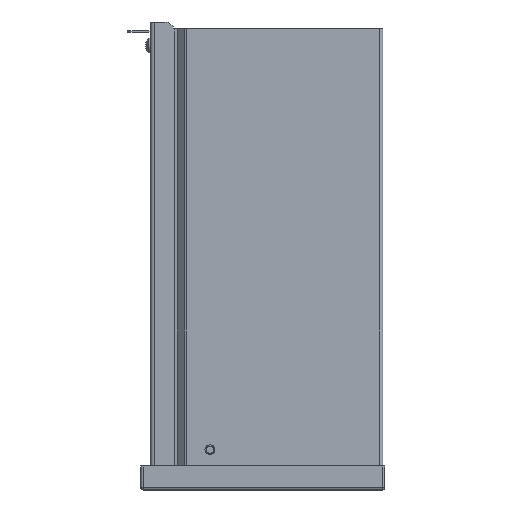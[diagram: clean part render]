
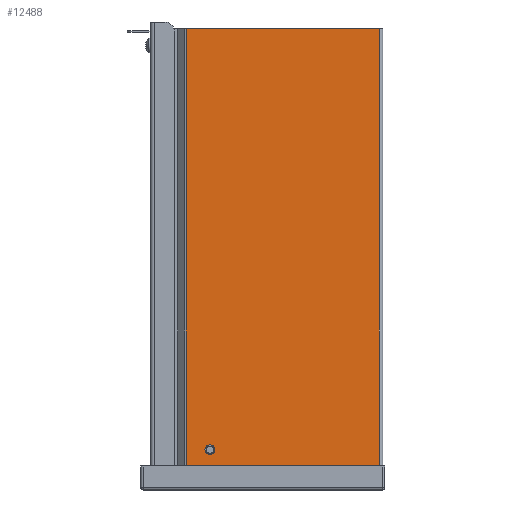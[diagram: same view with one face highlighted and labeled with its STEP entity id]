
A CAD part, left-side view. The second image highlights one B-rep face of the part: STEP entity #12488.
In plain terms, the highlighted planar face has unit normal (-1, 0, 0).
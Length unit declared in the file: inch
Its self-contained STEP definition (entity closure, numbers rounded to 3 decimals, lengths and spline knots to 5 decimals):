
#1042 = AXIS2_PLACEMENT_3D ( 'NONE', #3980, #11087, #10201 ) ;
#1336 = DIRECTION ( 'NONE',  ( 0., 1., 0. ) ) ;
#1488 = CARTESIAN_POINT ( 'NONE',  ( -5., 5.11976, -11.952 ) ) ;
#1502 = ORIENTED_EDGE ( 'NONE', *, *, #7507, .T. ) ;
#2140 = DIRECTION ( 'NONE',  ( -1., 0., 0. ) ) ;
#2745 = PLANE ( 'NONE',  #6284 ) ;
#3138 = VERTEX_POINT ( 'NONE', #6673 ) ;
#3776 = VERTEX_POINT ( 'NONE', #6148 ) ;
#3824 = ORIENTED_EDGE ( 'NONE', *, *, #3840, .F. ) ;
#3840 = EDGE_CURVE ( 'NONE', #3138, #10918, #12550, .T. ) ;
#3980 = CARTESIAN_POINT ( 'NONE',  ( -5., 4.5, -10.952 ) ) ;
#4572 = CARTESIAN_POINT ( 'NONE',  ( -5., 4.5, -10.857 ) ) ;
#4636 = VERTEX_POINT ( 'NONE', #4572 ) ;
#4818 = ORIENTED_EDGE ( 'NONE', *, *, #6288, .F. ) ;
#4895 = CIRCLE ( 'NONE', #1042, 0.095 ) ;
#5092 = FACE_BOUND ( 'NONE', #7770, .T. ) ;
#5120 = EDGE_LOOP ( 'NONE', ( #4818, #7061, #7041, #3824 ) ) ;
#5271 = CARTESIAN_POINT ( 'NONE',  ( -5., 5.11976, 0. ) ) ;
#6036 = CARTESIAN_POINT ( 'NONE',  ( -5., 2.58203, 0. ) ) ;
#6148 = CARTESIAN_POINT ( 'NONE',  ( -5., 5.11976, 0. ) ) ;
#6284 = AXIS2_PLACEMENT_3D ( 'NONE', #6845, #2140, #9485 ) ;
#6288 = EDGE_CURVE ( 'NONE', #11555, #3138, #7275, .T. ) ;
#6355 = DIRECTION ( 'NONE',  ( 0., 0., -1. ) ) ;
#6572 = EDGE_CURVE ( 'NONE', #11555, #3776, #7323, .T. ) ;
#6673 = CARTESIAN_POINT ( 'NONE',  ( -5., 0.0948, -11.952 ) ) ;
#6845 = CARTESIAN_POINT ( 'NONE',  ( -5., 5.15, 0. ) ) ;
#7041 = ORIENTED_EDGE ( 'NONE', *, *, #7267, .T. ) ;
#7047 = DIRECTION ( 'NONE',  ( 0., 1., 0. ) ) ;
#7061 = ORIENTED_EDGE ( 'NONE', *, *, #6572, .T. ) ;
#7267 = EDGE_CURVE ( 'NONE', #3776, #10918, #10425, .T. ) ;
#7275 = LINE ( 'NONE', #11409, #11603 ) ;
#7323 = LINE ( 'NONE', #6036, #9648 ) ;
#7507 = EDGE_CURVE ( 'NONE', #4636, #4636, #4895, .T. ) ;
#7770 = EDGE_LOOP ( 'NONE', ( #1502 ) ) ;
#9214 = FACE_OUTER_BOUND ( 'NONE', #5120, .T. ) ;
#9362 = CARTESIAN_POINT ( 'NONE',  ( -5., 2.58203, -11.952 ) ) ;
#9485 = DIRECTION ( 'NONE',  ( 0., 0., 1. ) ) ;
#9648 = VECTOR ( 'NONE', #7047, 39.37008 ) ;
#10201 = DIRECTION ( 'NONE',  ( 0., 0., 1. ) ) ;
#10425 = LINE ( 'NONE', #5271, #12049 ) ;
#10918 = VERTEX_POINT ( 'NONE', #1488 ) ;
#11087 = DIRECTION ( 'NONE',  ( 1., 0., 0. ) ) ;
#11409 = CARTESIAN_POINT ( 'NONE',  ( -5., 0.0948, 0. ) ) ;
#11555 = VERTEX_POINT ( 'NONE', #11841 ) ;
#11603 = VECTOR ( 'NONE', #13368, 39.37008 ) ;
#11841 = CARTESIAN_POINT ( 'NONE',  ( -5., 0.0948, 0. ) ) ;
#12049 = VECTOR ( 'NONE', #6355, 39.37008 ) ;
#12488 = ADVANCED_FACE ( 'NONE', ( #5092, #9214 ), #2745, .T. ) ;
#12550 = LINE ( 'NONE', #9362, #12951 ) ;
#12951 = VECTOR ( 'NONE', #1336, 39.37008 ) ;
#13368 = DIRECTION ( 'NONE',  ( 0., 0., -1. ) ) ;
